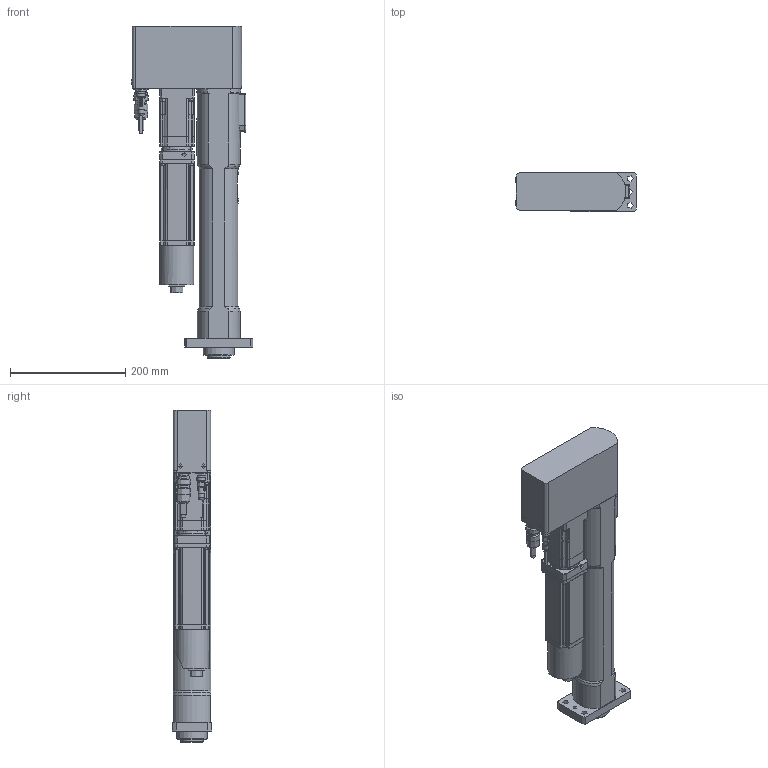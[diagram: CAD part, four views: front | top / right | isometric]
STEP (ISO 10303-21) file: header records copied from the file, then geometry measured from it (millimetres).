
FILE_DESCRIPTION(/* description */ (''),/* implementation_level */ '2;1');
FILE_NAME(/* name */ 'DPS-051R3-20PB_OUTLINE.stp',/* time_stamp */ '2014-10-31T11:21:09+09:00',/* author */ ('inoue'),/* organization */ (''),/* preprocessor_version */ 'ST-DEVELOPER v15.6',/* originating_system */ 'Autodesk Inventor 2015',/* authorisation */ '');
FILE_SCHEMA (('AUTOMOTIVE_DESIGN { 1 0 10303 214 3 1 1 }'));
Length unit declared in the file: millimetre
Products named in the file (3): DPS-051R3-20PB_OUTLINE-SHAFT; DPS-051R3-20PB_OUTLINE-HOLDER; DPS-051R3-20PB_OUTLINE_STEP
Bounding box: 210.5 x 68 x 575 mm (x, y, z)
Volume: 4180937.4 mm3; surface area: 405942.6 mm2
Topology: 4 solids, 16 shells, 1100 faces, 2738 edges, 1726 vertices
Faces by surface type: plane 538, cylinder 301, cone 155, torus 62, bspline 43, sphere 1
Full cylindrical faces by diameter (mm): 2.459 x2, 3 x1, 3.242 x3, 4 x11, 4.134 x6, 4.5 x4, 5 x3, 6 x1, 6.8 x1, 7 x6, 8 x9, 8.2 x1, 8.5 x6, 9.3 x1, 10 x1, 10.2 x1, 10.5 x1, 10.6 x1, 11 x5, 12 x1, 12.7 x1, 14 x2, 14.5 x1, 14.7 x1, 18 x1, 20.7 x1, 21.909 x1, 22 x1, 23.5 x1, 24 x2
Entity records: 36177 total; most frequent: CARTESIAN_POINT 9581, DIRECTION 5367, ORIENTED_EDGE 5066, EDGE_CURVE 2544, AXIS2_PLACEMENT_3D 2027, VERTEX_POINT 1679, EDGE_LOOP 1358, LINE 1313
